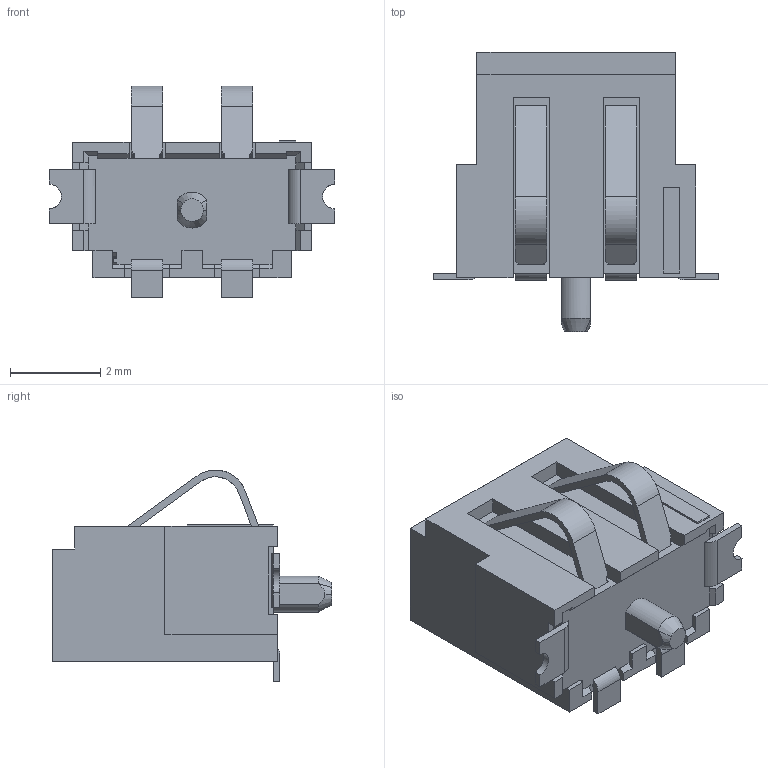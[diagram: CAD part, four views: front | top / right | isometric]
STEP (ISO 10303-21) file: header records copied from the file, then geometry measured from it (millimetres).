
FILE_DESCRIPTION (( 'STEP AP214' ), '1' );
FILE_NAME ('009155002852006.STEP', '2024-09-18T04:11:46', ( '' ), ( '' ), 'SwSTEP 2.0', 'SolidWorks 2023', '' );
FILE_SCHEMA (( 'AUTOMOTIVE_DESIGN' ));
Length unit declared in the file: inch
Products named in the file (2): 009155002852006; 00-9155-002-852-00X-STP-BM
Assembly tree (1 placements, depth 2):
  009155002852006
    00-9155-002-852-00X-STP-BM
Bounding box: 6.34 x 6.2 x 4.7 mm (x, y, z)
Volume: 68.6 mm3; surface area: 143.5 mm2
Topology: 1 solids, 1 shells, 171 faces, 488 edges, 321 vertices
Faces by surface type: plane 137, cylinder 30, cone 4
Entity records: 7937 total; most frequent: CARTESIAN_POINT 1350, ORIENTED_EDGE 976, DIRECTION 760, EDGE_CURVE 488, VECTOR 404, LINE 404, VERTEX_POINT 321, AXIS2_PLACEMENT_3D 178
